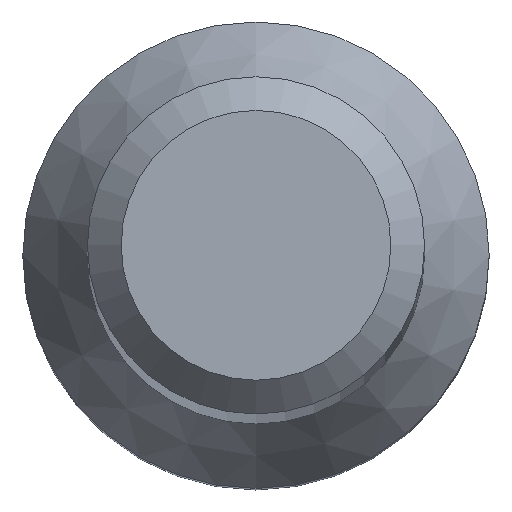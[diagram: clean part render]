
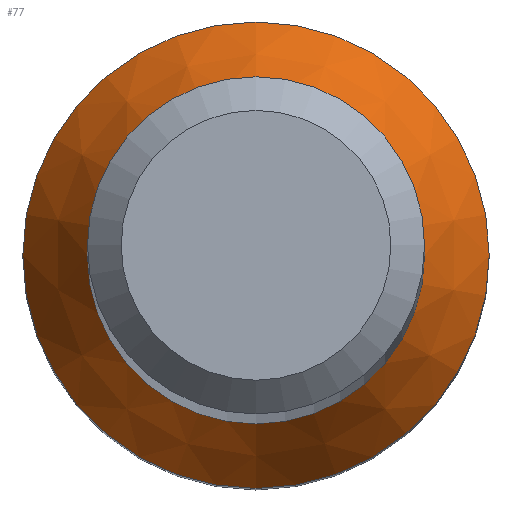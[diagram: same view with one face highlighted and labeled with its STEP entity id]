
A CAD part, top view. The second image highlights one B-rep face of the part: STEP entity #77.
In plain terms, the highlighted conical face has half-angle 30 degrees and reference radius 4.15 mm.
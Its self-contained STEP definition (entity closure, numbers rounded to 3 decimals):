
#17 = FACE_OUTER_BOUND ( 'NONE', #170, .T. ) ;
#19 = CARTESIAN_POINT ( 'NONE',  ( 0., 0., 16. ) ) ;
#21 = DIRECTION ( 'NONE',  ( 0., 1., 0. ) ) ;
#36 = DIRECTION ( 'NONE',  ( 0., 1., 0. ) ) ;
#42 = CARTESIAN_POINT ( 'NONE',  ( 0., 0., 17.992 ) ) ;
#47 = VERTEX_POINT ( 'NONE', #84 ) ;
#75 = DIRECTION ( 'NONE',  ( 0., 0., -1. ) ) ;
#77 = ADVANCED_FACE ( 'NONE', ( #161, #17 ), #187, .T. ) ;
#84 = CARTESIAN_POINT ( 'NONE',  ( 0., 3., 17.992 ) ) ;
#93 = EDGE_CURVE ( 'NONE', #47, #47, #116, .T. ) ;
#101 = EDGE_CURVE ( 'NONE', #228, #228, #133, .T. ) ;
#107 = AXIS2_PLACEMENT_3D ( 'NONE', #241, #200, #36 ) ;
#108 = ORIENTED_EDGE ( 'NONE', *, *, #93, .T. ) ;
#116 = CIRCLE ( 'NONE', #184, 3. ) ;
#132 = CARTESIAN_POINT ( 'NONE',  ( 0., 4.15, 16. ) ) ;
#133 = CIRCLE ( 'NONE', #150, 4.15 ) ;
#134 = EDGE_LOOP ( 'NONE', ( #108 ) ) ;
#147 = DIRECTION ( 'NONE',  ( 0., 0., -1. ) ) ;
#150 = AXIS2_PLACEMENT_3D ( 'NONE', #19, #75, #243 ) ;
#161 = FACE_BOUND ( 'NONE', #134, .T. ) ;
#170 = EDGE_LOOP ( 'NONE', ( #197 ) ) ;
#184 = AXIS2_PLACEMENT_3D ( 'NONE', #42, #147, #21 ) ;
#187 = CONICAL_SURFACE ( 'NONE', #107, 4.15, 0.524 ) ;
#197 = ORIENTED_EDGE ( 'NONE', *, *, #101, .F. ) ;
#200 = DIRECTION ( 'NONE',  ( 0., 0., -1. ) ) ;
#228 = VERTEX_POINT ( 'NONE', #132 ) ;
#241 = CARTESIAN_POINT ( 'NONE',  ( 0., 0., 16. ) ) ;
#243 = DIRECTION ( 'NONE',  ( 0., 1., 0. ) ) ;
